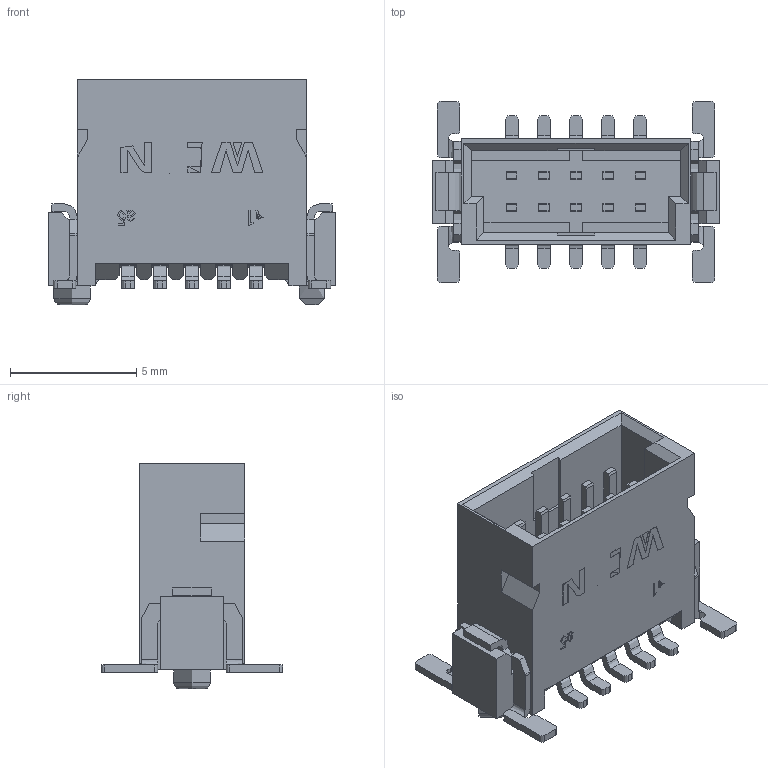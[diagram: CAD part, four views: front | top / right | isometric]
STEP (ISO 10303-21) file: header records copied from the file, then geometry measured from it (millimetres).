
FILE_DESCRIPTION( ('This file contains a STEP AP42 implementation' ,'as created by ZW3D STEP Interface translator.') ,'2;1' );
FILE_NAME( '3910-P010-082MS3WR1W.stp' ,'23 412.165952', (''), ('ZWCAD Software Co.'), 'Version 1.0', 'ZW3D to STEP translator', '' );
FILE_SCHEMA(('AUTOMOTIVE_DESIGN { 1 0 10303 214 1 1 1 1 }'));
Length unit declared in the file: millimetre
Products named in the file (2): 0; 3910-P010-082MS3WR1W
Bounding box: 11.4 x 7.2 x 8.95 mm (x, y, z)
Volume: 183.7 mm3
Topology: 2 solids, 3 shells, 811 faces, 2207 edges, 1431 vertices
Faces by surface type: plane 617, cylinder 148, bspline 45, torus 1
Full cylindrical faces by diameter (mm): 1.45 x1
Entity records: 26937 total; most frequent: CARTESIAN_POINT 5873, ORIENTED_EDGE 4418, DIRECTION 3853, EDGE_CURVE 2209, VECTOR 1747, LINE 1747, VERTEX_POINT 1431, AXIS2_PLACEMENT_3D 1053
